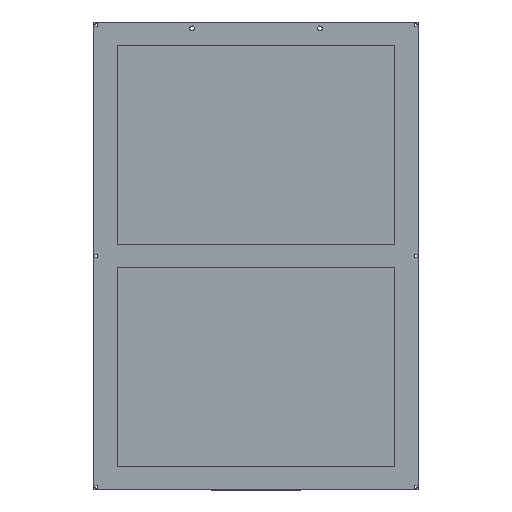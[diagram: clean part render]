
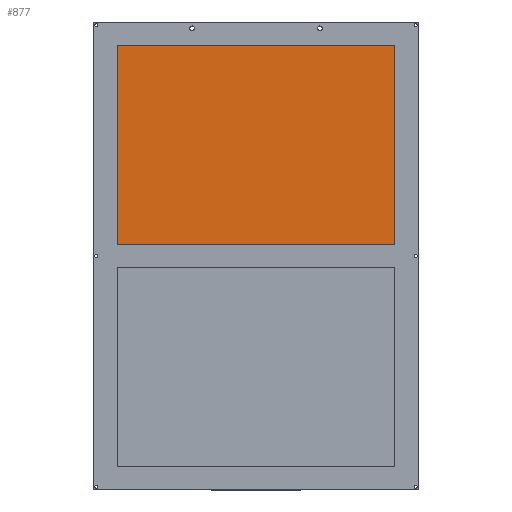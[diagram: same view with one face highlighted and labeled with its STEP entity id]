
A CAD part, top view. The second image highlights one B-rep face of the part: STEP entity #877.
In plain terms, the highlighted planar face has unit normal (0, 0, 1).
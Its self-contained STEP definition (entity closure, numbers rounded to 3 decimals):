
#14 = CARTESIAN_POINT ( 'NONE',  ( -445., 667.5, 0. ) ) ;
#72 = CARTESIAN_POINT ( 'NONE',  ( -445., 27.5, 0. ) ) ;
#73 = EDGE_CURVE ( 'NONE', #881, #882, #961, .T. ) ;
#151 = LINE ( 'NONE', #847, #189 ) ;
#153 = CARTESIAN_POINT ( 'NONE',  ( 445., 27.5, 0. ) ) ;
#189 = VECTOR ( 'NONE', #749, 1000. ) ;
#224 = EDGE_CURVE ( 'NONE', #1180, #881, #151, .T. ) ;
#257 = CARTESIAN_POINT ( 'NONE',  ( 0., 0., 0. ) ) ;
#297 = VERTEX_POINT ( 'NONE', #864 ) ;
#449 = DIRECTION ( 'NONE',  ( -1., 0., 0. ) ) ;
#498 = FACE_OUTER_BOUND ( 'NONE', #766, .T. ) ;
#520 = CARTESIAN_POINT ( 'NONE',  ( 445., 667.5, 0. ) ) ;
#548 = VECTOR ( 'NONE', #706, 1000. ) ;
#649 = CARTESIAN_POINT ( 'NONE',  ( -445., 27.5, 0. ) ) ;
#660 = DIRECTION ( 'NONE',  ( -1., 0., 0. ) ) ;
#666 = LINE ( 'NONE', #14, #548 ) ;
#669 = VECTOR ( 'NONE', #840, 1000. ) ;
#684 = VECTOR ( 'NONE', #449, 1000. ) ;
#706 = DIRECTION ( 'NONE',  ( 1., 0., 0. ) ) ;
#749 = DIRECTION ( 'NONE',  ( 0., -1., 0. ) ) ;
#753 = ORIENTED_EDGE ( 'NONE', *, *, #224, .F. ) ;
#766 = EDGE_LOOP ( 'NONE', ( #753, #1041, #823, #1179 ) ) ;
#823 = ORIENTED_EDGE ( 'NONE', *, *, #871, .F. ) ;
#840 = DIRECTION ( 'NONE',  ( 0., 1., 0. ) ) ;
#847 = CARTESIAN_POINT ( 'NONE',  ( 445., 667.5, 0. ) ) ;
#864 = CARTESIAN_POINT ( 'NONE',  ( -445., 667.5, 0. ) ) ;
#871 = EDGE_CURVE ( 'NONE', #882, #297, #917, .T. ) ;
#877 = ADVANCED_FACE ( 'NONE', ( #498 ), #1134, .F. ) ;
#881 = VERTEX_POINT ( 'NONE', #1210 ) ;
#882 = VERTEX_POINT ( 'NONE', #72 ) ;
#917 = LINE ( 'NONE', #649, #669 ) ;
#961 = LINE ( 'NONE', #153, #684 ) ;
#1037 = AXIS2_PLACEMENT_3D ( 'NONE', #257, #1217, #660 ) ;
#1041 = ORIENTED_EDGE ( 'NONE', *, *, #1221, .F. ) ;
#1134 = PLANE ( 'NONE',  #1037 ) ;
#1179 = ORIENTED_EDGE ( 'NONE', *, *, #73, .F. ) ;
#1180 = VERTEX_POINT ( 'NONE', #520 ) ;
#1210 = CARTESIAN_POINT ( 'NONE',  ( 445., 27.5, 0. ) ) ;
#1217 = DIRECTION ( 'NONE',  ( 0., 0., -1. ) ) ;
#1221 = EDGE_CURVE ( 'NONE', #297, #1180, #666, .T. ) ;
